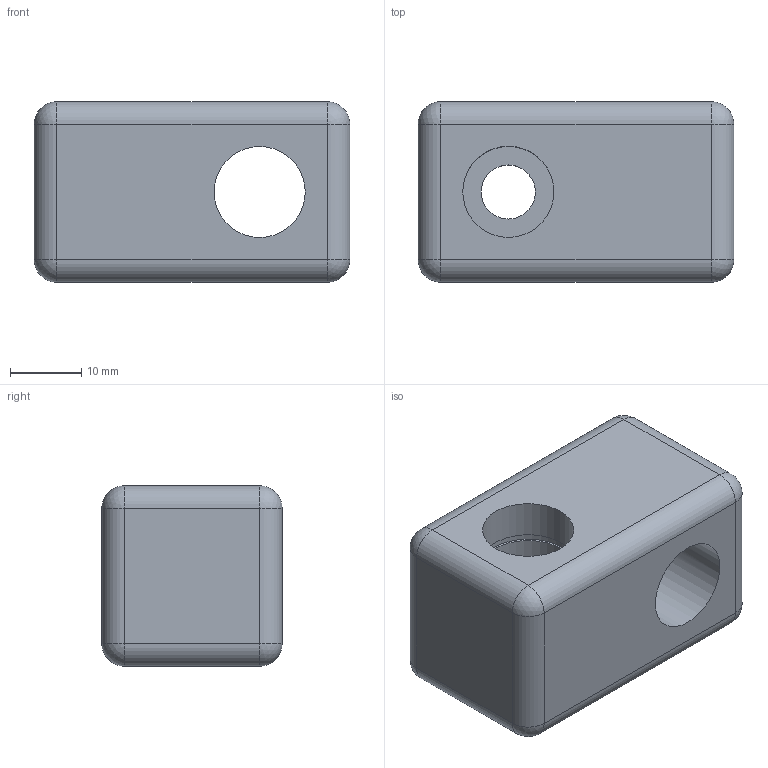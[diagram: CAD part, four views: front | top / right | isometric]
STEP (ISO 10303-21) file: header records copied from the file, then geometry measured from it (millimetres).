
FILE_DESCRIPTION(/* description */ (''),/* implementation_level */ '2;1');
FILE_NAME(/* name */ 'other side v2 v2.step',/* time_stamp */ '2018-04-20T12:39:44-05:00',/* author */ ('shane-heiney'),/* organization */ (''),/* preprocessor_version */ 'ST-DEVELOPER v16.13',/* originating_system */ 'Autodesk Translation Framework v6.5.0.72',/* authorisation */ '');
FILE_SCHEMA (('AUTOMOTIVE_DESIGN { 1 0 10303 214 3 1 1 }'));
Length unit declared in the file: inch
Products named in the file (1): other side v2
Bounding box: 44.45 x 25.4 x 25.4 mm (x, y, z)
Volume: 22265.6 mm3; surface area: 6855.3 mm2
Topology: 1 solids, 1 shells, 35 faces, 70 edges, 39 vertices
Faces by surface type: cylinder 18, plane 9, sphere 8
Full cylindrical faces by diameter (mm): 4.775 x1, 7.62 x1, 12.827 x3, 13.462 x1
Entity records: 972 total; most frequent: CARTESIAN_POINT 180, DIRECTION 175, ORIENTED_EDGE 140, AXIS2_PLACEMENT_3D 72, EDGE_CURVE 70, EDGE_LOOP 43, VERTEX_POINT 39, CIRCLE 36
